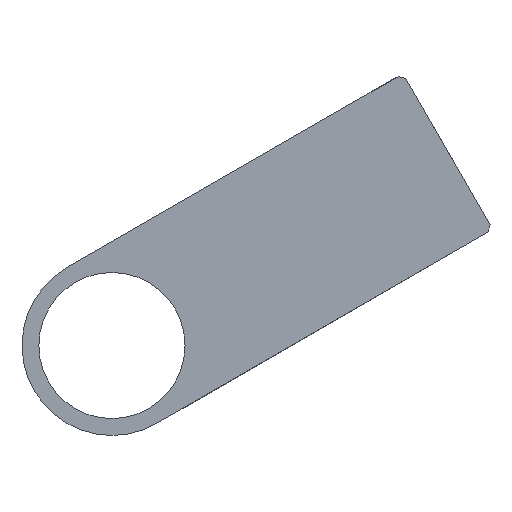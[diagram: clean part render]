
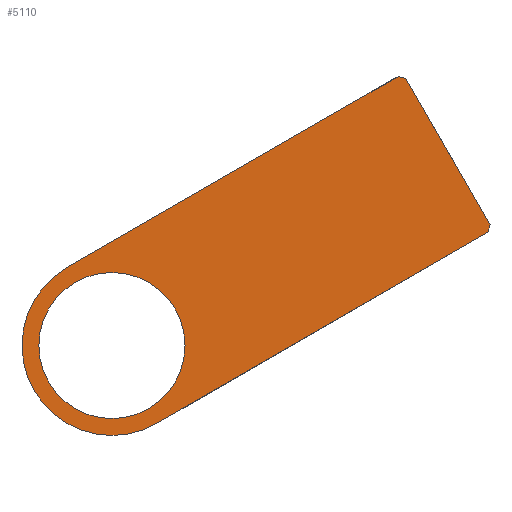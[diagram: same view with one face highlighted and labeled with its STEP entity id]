
A CAD part, front view. The second image highlights one B-rep face of the part: STEP entity #5110.
In plain terms, the highlighted planar face has unit normal (0, -1, 0).
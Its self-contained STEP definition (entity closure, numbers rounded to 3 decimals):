
#670=CARTESIAN_POINT('',(-158.688,-49.94,
-73.144));
#680=VERTEX_POINT('',#670);
#730=CARTESIAN_POINT('',(-150.688,-49.94,-87.));
#740=DIRECTION('',(0.,-1.,0.));
#750=DIRECTION('',(-0.5,0.,
0.866));
#760=AXIS2_PLACEMENT_3D('',#730,#740,#750);
#770=CIRCLE('',#760,16.);
#780=CARTESIAN_POINT('',(-142.688,-49.94,
-100.856));
#790=VERTEX_POINT('',#780);
#800=EDGE_CURVE('',#680,#790,#770,.T.);
#1710=CARTESIAN_POINT('',(-83.433,-49.94,
-65.49));
#1720=DIRECTION('',(-0.5,0.,
0.866));
#1730=VECTOR('',#1720,1.);
#1740=LINE('',#1710,#1730);
#1750=CARTESIAN_POINT('',(-83.433,-49.94,
-65.49));
#1760=VERTEX_POINT('',#1750);
#1770=CARTESIAN_POINT('',(-98.433,-49.94,
-39.51));
#1780=VERTEX_POINT('',#1770);
#1790=EDGE_CURVE('',#1760,#1780,#1740,.T.);
#2300=CARTESIAN_POINT('',(-83.799,-49.94,
-66.856));
#2310=VERTEX_POINT('',#2300);
#2340=CARTESIAN_POINT('',(-83.799,-49.94,
-66.856));
#2350=DIRECTION('',(0.259,0.,
0.966));
#2360=VECTOR('',#2350,1.);
#2370=LINE('',#2340,#2360);
#2380=EDGE_CURVE('',#2310,#1760,#2370,.T.);
#2920=CARTESIAN_POINT('',(-137.688,-49.94,-87.));
#2930=VERTEX_POINT('',#2920);
#3090=CARTESIAN_POINT('',(-163.688,-49.94,-87.));
#3100=VERTEX_POINT('',#3090);
#3130=CARTESIAN_POINT('',(-150.688,-49.94,-87.));
#3140=DIRECTION('',(0.,1.,0.));
#3150=DIRECTION('',(-1.,0.,0.));
#3160=AXIS2_PLACEMENT_3D('',#3130,#3140,#3150);
#3170=CIRCLE('',#3160,13.);
#3180=EDGE_CURVE('',#3100,#2930,#3170,.T.);
#4170=CARTESIAN_POINT('',(-99.799,-49.94,
-39.144));
#4180=DIRECTION('',(-0.866,0.,
-0.5));
#4190=VECTOR('',#4180,1.);
#4200=LINE('',#4170,#4190);
#4210=CARTESIAN_POINT('',(-99.799,-49.94,
-39.144));
#4220=VERTEX_POINT('',#4210);
#4230=EDGE_CURVE('',#4220,#680,#4200,.T.);
#4620=CARTESIAN_POINT('',(-98.433,-49.94,
-39.51));
#4630=DIRECTION('',(-0.966,0.,
0.259));
#4640=VECTOR('',#4630,1.);
#4650=LINE('',#4620,#4640);
#4660=EDGE_CURVE('',#1780,#4220,#4650,.T.);
#4880=CARTESIAN_POINT('',(0.,-49.94,0.));
#4890=DIRECTION('',(0.,-1.,0.));
#4900=DIRECTION('',(0.,0.,-1.));
#4910=AXIS2_PLACEMENT_3D('',#4880,#4890,#4900);
#4920=PLANE('',#4910);
#4930=ORIENTED_EDGE('',*,*,#2380,.T.);
#4940=CARTESIAN_POINT('',(-142.688,-49.94,
-100.856));
#4950=DIRECTION('',(0.866,0.,
0.5));
#4960=VECTOR('',#4950,1.);
#4970=LINE('',#4940,#4960);
#4980=EDGE_CURVE('',#790,#2310,#4970,.T.);
#4990=ORIENTED_EDGE('',*,*,#4980,.T.);
#5000=ORIENTED_EDGE('',*,*,#800,.T.);
#5010=ORIENTED_EDGE('',*,*,#4230,.T.);
#5020=ORIENTED_EDGE('',*,*,#4660,.T.);
#5030=ORIENTED_EDGE('',*,*,#1790,.T.);
#5040=EDGE_LOOP('',(#5030,#5020,#5010,#5000,#4990,#4930));
#5050=FACE_OUTER_BOUND('',#5040,.T.);
#5060=EDGE_CURVE('',#2930,#3100,#3170,.T.);
#5070=ORIENTED_EDGE('',*,*,#5060,.T.);
#5080=ORIENTED_EDGE('',*,*,#3180,.T.);
#5090=EDGE_LOOP('',(#5080,#5070));
#5100=FACE_BOUND('',#5090,.T.);
#5110=ADVANCED_FACE('',(#5050,#5100),#4920,.T.);
